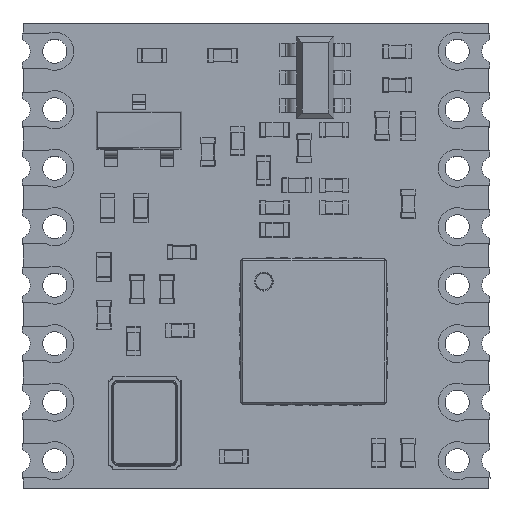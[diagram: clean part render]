
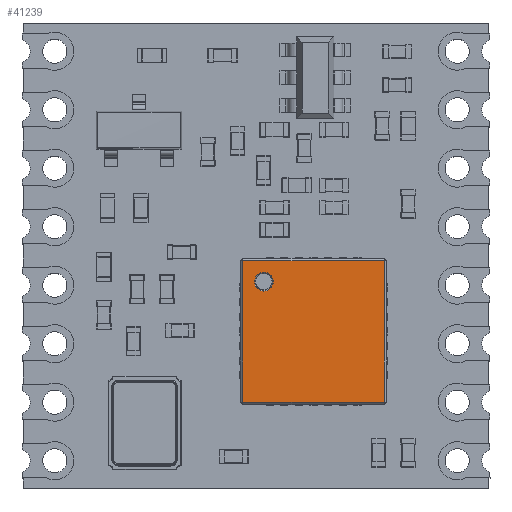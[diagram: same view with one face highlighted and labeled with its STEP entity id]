
A CAD part, top view. The second image highlights one B-rep face of the part: STEP entity #41239.
In plain terms, the highlighted planar face has unit normal (0, 0, 1).
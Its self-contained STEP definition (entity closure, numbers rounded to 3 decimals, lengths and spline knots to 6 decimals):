
#5602=LINE('',#71979,#9212);
#5605=LINE('',#71985,#9215);
#5608=LINE('',#71991,#9218);
#5611=LINE('',#71997,#9221);
#9212=VECTOR('',#59800,1.);
#9215=VECTOR('',#59807,1.);
#9218=VECTOR('',#59814,1.);
#9221=VECTOR('',#59821,1.);
#19674=ORIENTED_EDGE('',*,*,#26035,.T.);
#19675=ORIENTED_EDGE('',*,*,#26032,.T.);
#19676=ORIENTED_EDGE('',*,*,#26029,.T.);
#19677=ORIENTED_EDGE('',*,*,#26026,.T.);
#19678=ORIENTED_EDGE('',*,*,#25997,.T.);
#25997=EDGE_CURVE('',#29646,#29646,#31837,.T.);
#26026=EDGE_CURVE('',#29667,#29666,#5602,.T.);
#26029=EDGE_CURVE('',#29668,#29667,#5605,.T.);
#26032=EDGE_CURVE('',#29669,#29668,#5608,.T.);
#26035=EDGE_CURVE('',#29666,#29669,#5611,.T.);
#29646=VERTEX_POINT('',#71918);
#29666=VERTEX_POINT('',#71978);
#29667=VERTEX_POINT('',#71980);
#29668=VERTEX_POINT('',#71986);
#29669=VERTEX_POINT('',#71992);
#31837=CIRCLE('',#47418,0.00032);
#34573=EDGE_LOOP('',(#19674,#19675,#19676,#19677));
#34574=EDGE_LOOP('',(#19678));
#37371=FACE_BOUND('',#34573,.T.);
#37372=FACE_BOUND('',#34574,.T.);
#38755=PLANE('',#47441);
#41239=ADVANCED_FACE('',(#37371,#37372),#38755,.T.);
#47418=AXIS2_PLACEMENT_3D('',#71917,#59743,#59744);
#47441=AXIS2_PLACEMENT_3D('',#72000,#59825,#59826);
#59743=DIRECTION('',(0.,0.,-1.));
#59744=DIRECTION('',(-1.,0.,0.));
#59800=DIRECTION('',(-1.,0.,0.));
#59807=DIRECTION('',(0.,1.,0.));
#59814=DIRECTION('',(1.,0.,0.));
#59821=DIRECTION('',(0.,-1.,0.));
#59825=DIRECTION('',(0.,0.,1.));
#59826=DIRECTION('',(0.,1.,0.));
#71917=CARTESIAN_POINT('',(0.00827,0.00712,0.0009));
#71918=CARTESIAN_POINT('',(0.00795,0.00712,0.0009));
#71978=CARTESIAN_POINT('',(0.00755,0.00784,0.0009));
#71979=CARTESIAN_POINT('',(0.00997,0.00784,0.0009));
#71980=CARTESIAN_POINT('',(0.01239,0.00784,0.0009));
#71985=CARTESIAN_POINT('',(0.01239,0.024704,0.0009));
#71986=CARTESIAN_POINT('',(0.01239,0.003,0.0009));
#71991=CARTESIAN_POINT('',(0.00997,0.003,0.0009));
#71992=CARTESIAN_POINT('',(0.00755,0.003,0.0009));
#71997=CARTESIAN_POINT('',(0.00755,0.024704,0.0009));
#72000=CARTESIAN_POINT('',(0.00997,0.024704,0.0009));
